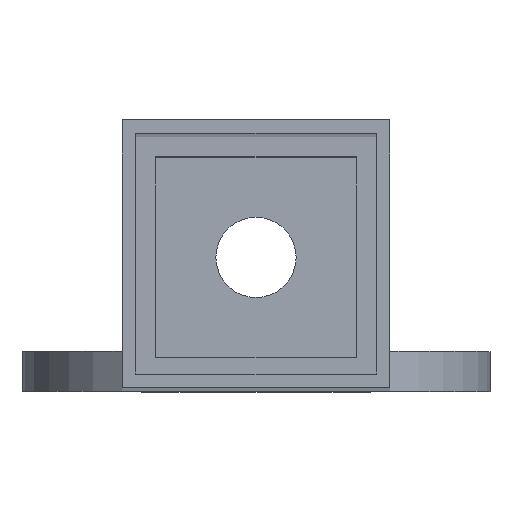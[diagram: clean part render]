
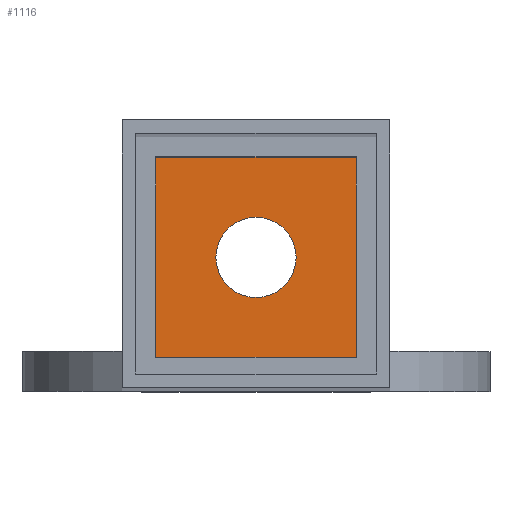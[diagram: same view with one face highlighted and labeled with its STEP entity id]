
A CAD part, top view. The second image highlights one B-rep face of the part: STEP entity #1116.
In plain terms, the highlighted face is planar.
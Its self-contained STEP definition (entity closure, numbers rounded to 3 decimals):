
#19 = AXIS2_PLACEMENT_3D ( 'NONE', #880, #981, #300 ) ;
#93 = CARTESIAN_POINT ( 'NONE',  ( 5., 5., 0. ) ) ;
#137 = CARTESIAN_POINT ( 'NONE',  ( 14., 20., 0. ) ) ;
#157 = ORIENTED_EDGE ( 'NONE', *, *, #1205, .F. ) ;
#180 = FACE_OUTER_BOUND ( 'NONE', #871, .T. ) ;
#220 = CARTESIAN_POINT ( 'NONE',  ( 35., 35., 0. ) ) ;
#232 = DIRECTION ( 'NONE',  ( -1., 0., 0. ) ) ;
#267 = DIRECTION ( 'NONE',  ( 0., 1., 0. ) ) ;
#284 = VECTOR ( 'NONE', #232, 1000. ) ;
#300 = DIRECTION ( 'NONE',  ( -1., 0., 0. ) ) ;
#346 = ORIENTED_EDGE ( 'NONE', *, *, #538, .T. ) ;
#353 = CARTESIAN_POINT ( 'NONE',  ( 5., 35., 0. ) ) ;
#362 = EDGE_CURVE ( 'NONE', #1338, #418, #1095, .T. ) ;
#374 = CARTESIAN_POINT ( 'NONE',  ( 35., 35., 0. ) ) ;
#418 = VERTEX_POINT ( 'NONE', #93 ) ;
#424 = VERTEX_POINT ( 'NONE', #220 ) ;
#437 = EDGE_CURVE ( 'NONE', #888, #438, #731, .T. ) ;
#438 = VERTEX_POINT ( 'NONE', #1273 ) ;
#508 = EDGE_LOOP ( 'NONE', ( #887, #346 ) ) ;
#538 = EDGE_CURVE ( 'NONE', #438, #888, #1279, .T. ) ;
#570 = VECTOR ( 'NONE', #267, 1000. ) ;
#609 = VERTEX_POINT ( 'NONE', #1413 ) ;
#622 = PLANE ( 'NONE',  #19 ) ;
#703 = DIRECTION ( 'NONE',  ( 0., 0., 1. ) ) ;
#731 = CIRCLE ( 'NONE', #1225, 6. ) ;
#810 = CARTESIAN_POINT ( 'NONE',  ( 5., 5., 0. ) ) ;
#819 = DIRECTION ( 'NONE',  ( 0., 0., 1. ) ) ;
#866 = EDGE_CURVE ( 'NONE', #609, #424, #1024, .T. ) ;
#871 = EDGE_LOOP ( 'NONE', ( #157, #1286, #1101, #932 ) ) ;
#880 = CARTESIAN_POINT ( 'NONE',  ( 0., 0., 0. ) ) ;
#887 = ORIENTED_EDGE ( 'NONE', *, *, #437, .T. ) ;
#888 = VERTEX_POINT ( 'NONE', #137 ) ;
#932 = ORIENTED_EDGE ( 'NONE', *, *, #362, .F. ) ;
#944 = DIRECTION ( 'NONE',  ( 0., -1., 0. ) ) ;
#959 = CARTESIAN_POINT ( 'NONE',  ( 20., 20., 0. ) ) ;
#981 = DIRECTION ( 'NONE',  ( 0., 0., -1. ) ) ;
#998 = LINE ( 'NONE', #374, #284 ) ;
#1014 = CARTESIAN_POINT ( 'NONE',  ( 35., 5., 0. ) ) ;
#1024 = LINE ( 'NONE', #1014, #570 ) ;
#1035 = DIRECTION ( 'NONE',  ( 1., 0., 0. ) ) ;
#1038 = DIRECTION ( 'NONE',  ( 1., 0., 0. ) ) ;
#1042 = CARTESIAN_POINT ( 'NONE',  ( 20., 20., 0. ) ) ;
#1063 = VECTOR ( 'NONE', #944, 1000. ) ;
#1095 = LINE ( 'NONE', #353, #1063 ) ;
#1101 = ORIENTED_EDGE ( 'NONE', *, *, #1207, .F. ) ;
#1103 = VECTOR ( 'NONE', #1038, 1000. ) ;
#1116 = ADVANCED_FACE ( 'NONE', ( #1430, #180 ), #622, .T. ) ;
#1120 = LINE ( 'NONE', #810, #1103 ) ;
#1205 = EDGE_CURVE ( 'NONE', #424, #1338, #998, .T. ) ;
#1207 = EDGE_CURVE ( 'NONE', #418, #609, #1120, .T. ) ;
#1225 = AXIS2_PLACEMENT_3D ( 'NONE', #1042, #703, #1035 ) ;
#1273 = CARTESIAN_POINT ( 'NONE',  ( 26., 20., 0. ) ) ;
#1279 = CIRCLE ( 'NONE', #1399, 6. ) ;
#1286 = ORIENTED_EDGE ( 'NONE', *, *, #866, .F. ) ;
#1338 = VERTEX_POINT ( 'NONE', #1372 ) ;
#1372 = CARTESIAN_POINT ( 'NONE',  ( 5., 35., 0. ) ) ;
#1399 = AXIS2_PLACEMENT_3D ( 'NONE', #959, #819, #1409 ) ;
#1409 = DIRECTION ( 'NONE',  ( 1., 0., 0. ) ) ;
#1413 = CARTESIAN_POINT ( 'NONE',  ( 35., 5., 0. ) ) ;
#1430 = FACE_BOUND ( 'NONE', #508, .T. ) ;
